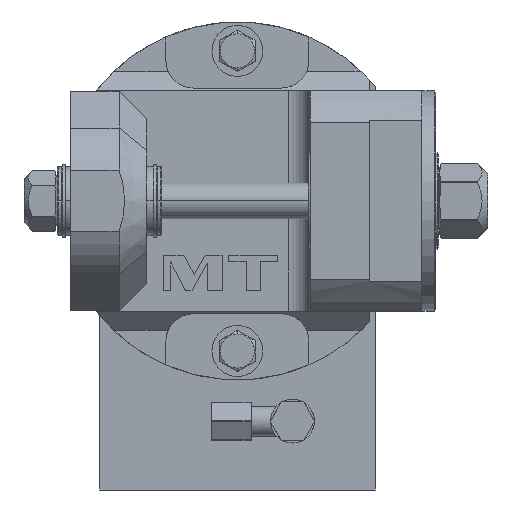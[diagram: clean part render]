
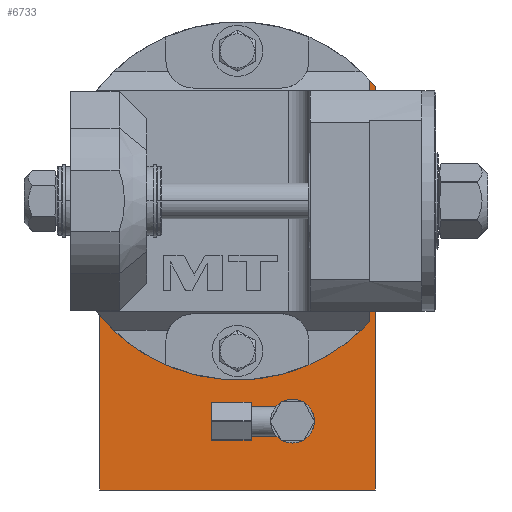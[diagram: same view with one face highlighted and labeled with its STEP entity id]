
A CAD part, left-side view. The second image highlights one B-rep face of the part: STEP entity #6733.
In plain terms, the highlighted planar face has unit normal (-1, 0, 0).
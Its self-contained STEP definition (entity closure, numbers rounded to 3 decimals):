
#127=DIRECTION('',(0.,0.,-1.));
#128=VECTOR('',#127,63.467);
#129=CARTESIAN_POINT('',(-20.,50.,-41.533));
#130=LINE('',#129,#128);
#173=CARTESIAN_POINT('',(-20.,0.,0.));
#174=DIRECTION('',(1.,0.,0.));
#175=DIRECTION('',(0.,-0.738,0.674));
#176=AXIS2_PLACEMENT_3D('',#173,#174,#175);
#178=CARTESIAN_POINT('',(-20.,-20.,-80.));
#179=DIRECTION('',(-1.,0.,0.));
#180=DIRECTION('',(0.,0.,1.));
#181=AXIS2_PLACEMENT_3D('',#178,#179,#180);
#183=CARTESIAN_POINT('',(-20.,-20.,-80.));
#184=DIRECTION('',(-1.,0.,0.));
#185=DIRECTION('',(0.,0.,-1.));
#186=AXIS2_PLACEMENT_3D('',#183,#184,#185);
#208=DIRECTION('',(0.,0.,1.));
#209=VECTOR('',#208,87.658);
#210=CARTESIAN_POINT('',(-20.,-48.,-43.829));
#211=LINE('',#210,#209);
#212=CARTESIAN_POINT('',(-20.,0.,0.));
#213=DIRECTION('',(-1.,0.,0.));
#214=DIRECTION('',(0.,0.769,-0.639));
#215=AXIS2_PLACEMENT_3D('',#212,#213,#214);
#2770=DIRECTION('',(0.,0.,1.));
#2771=VECTOR('',#2770,146.533);
#2772=CARTESIAN_POINT('',(-20.,-50.,-105.));
#2773=LINE('',#2772,#2771);
#2919=DIRECTION('',(0.,-1.,0.));
#2920=VECTOR('',#2919,100.);
#2921=CARTESIAN_POINT('',(-20.,50.,-105.));
#2922=LINE('',#2921,#2920);
#5772=CARTESIAN_POINT('',(-20.,50.,-105.));
#5774=VERTEX_POINT('',#5772);
#5776=CARTESIAN_POINT('',(-20.,-50.,-105.));
#5778=VERTEX_POINT('',#5776);
#5844=CARTESIAN_POINT('',(-20.,-50.,41.533));
#5846=VERTEX_POINT('',#5844);
#5940=CARTESIAN_POINT('',(-20.,-48.,-43.829));
#5941=CARTESIAN_POINT('',(-20.,-48.,43.829));
#5942=VERTEX_POINT('',#5940);
#5943=VERTEX_POINT('',#5941);
#5944=CARTESIAN_POINT('',(-20.,50.,-41.533));
#5946=VERTEX_POINT('',#5944);
#6374=CARTESIAN_POINT('',(-20.,-20.,-73.05));
#6375=CARTESIAN_POINT('',(-20.,-20.,-86.95));
#6376=VERTEX_POINT('',#6374);
#6377=VERTEX_POINT('',#6375);
#6710=CARTESIAN_POINT('',(-20.,50.,35.));
#6711=DIRECTION('',(-1.,0.,0.));
#6712=DIRECTION('',(0.,0.,-1.));
#6713=AXIS2_PLACEMENT_3D('',#6710,#6711,#6712);
#6714=PLANE('',#6713);
#6716=ORIENTED_EDGE('',*,*,#6715,.T.);
#6717=ORIENTED_EDGE('',*,*,#6632,.T.);
#6719=ORIENTED_EDGE('',*,*,#6718,.F.);
#6721=ORIENTED_EDGE('',*,*,#6720,.F.);
#6722=ORIENTED_EDGE('',*,*,#6682,.F.);
#6724=ORIENTED_EDGE('',*,*,#6723,.T.);
#6725=EDGE_LOOP('',(#6716,#6717,#6719,#6721,#6722,#6724));
#6726=FACE_OUTER_BOUND('',#6725,.F.);
#6728=ORIENTED_EDGE('',*,*,#6727,.T.);
#6730=ORIENTED_EDGE('',*,*,#6729,.T.);
#6731=EDGE_LOOP('',(#6728,#6730));
#6732=FACE_BOUND('',#6731,.F.);
#6733=ADVANCED_FACE('',(#6726,#6732),#6714,.T.);
#177=CIRCLE('',#176,65.);
#182=CIRCLE('',#181,6.95);
#187=CIRCLE('',#186,6.95);
#216=CIRCLE('',#215,65.);
#6632=EDGE_CURVE('',#5943,#5846,#177,.T.);
#6682=EDGE_CURVE('',#5946,#5774,#130,.T.);
#6715=EDGE_CURVE('',#5942,#5943,#211,.T.);
#6718=EDGE_CURVE('',#5778,#5846,#2773,.T.);
#6720=EDGE_CURVE('',#5774,#5778,#2922,.T.);
#6723=EDGE_CURVE('',#5946,#5942,#216,.T.);
#6727=EDGE_CURVE('',#6376,#6377,#182,.T.);
#6729=EDGE_CURVE('',#6377,#6376,#187,.T.);
